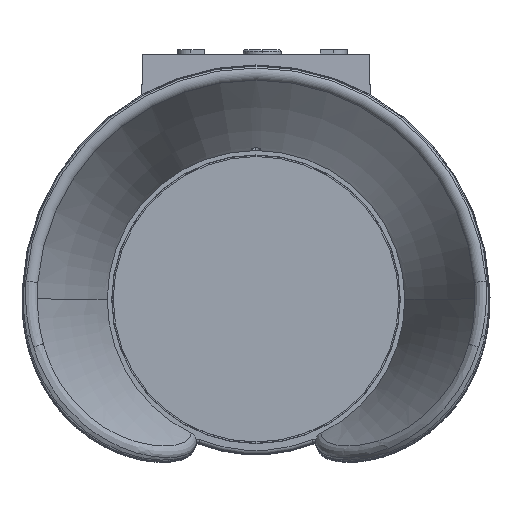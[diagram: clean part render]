
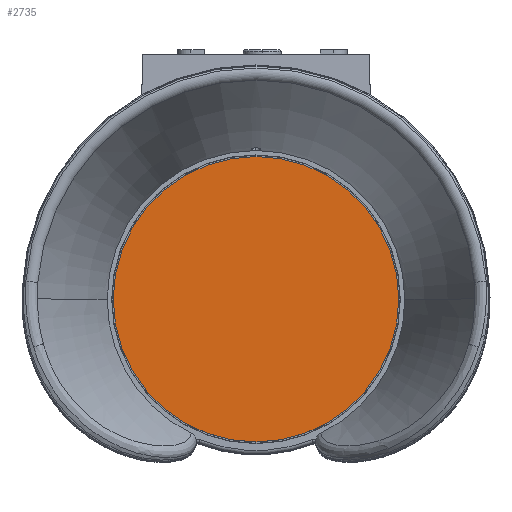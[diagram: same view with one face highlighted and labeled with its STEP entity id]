
A CAD part, top view. The second image highlights one B-rep face of the part: STEP entity #2735.
In plain terms, the highlighted planar face has unit normal (0, 0, 1).
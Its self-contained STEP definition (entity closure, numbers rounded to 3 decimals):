
#2686=CARTESIAN_POINT('Axis2P3D Location',(0.,0.,3.)) ;
#2690=CARTESIAN_POINT('Vertex',(32.,0.,3.)) ;
#2692=CARTESIAN_POINT('Vertex',(-32.,0.,3.)) ;
#2721=CARTESIAN_POINT('Axis2P3D Location',(0.,0.,3.)) ;
#2726=CARTESIAN_POINT('Axis2P3D Location',(0.,0.,3.)) ;
#2687=DIRECTION('Axis2P3D Direction',(-0.,0.,-1.)) ;
#2722=DIRECTION('Axis2P3D Direction',(0.,0.,1.)) ;
#2723=DIRECTION('Axis2P3D XDirection',(1.,0.,-0.)) ;
#2727=DIRECTION('Axis2P3D Direction',(0.,0.,1.)) ;
#2688=AXIS2_PLACEMENT_3D('Circle Axis2P3D',#2686,#2687,$) ;
#2724=AXIS2_PLACEMENT_3D('Plane Axis2P3D',#2721,#2722,#2723) ;
#2728=AXIS2_PLACEMENT_3D('Circle Axis2P3D',#2726,#2727,$) ;
#2689=CIRCLE('generated circle',#2688,32.) ;
#2729=CIRCLE('generated circle',#2728,32.) ;
#2725=PLANE('',#2724) ;
#2694=EDGE_CURVE('',#2691,#2693,#2689,.F.) ;
#2730=EDGE_CURVE('',#2693,#2691,#2729,.T.) ;
#2731=EDGE_LOOP('',(#2732,#2733)) ;
#2732=ORIENTED_EDGE('',*,*,#2730,.T.) ;
#2733=ORIENTED_EDGE('',*,*,#2694,.T.) ;
#2691=VERTEX_POINT('',#2690) ;
#2693=VERTEX_POINT('',#2692) ;
#2735=ADVANCED_FACE('\X2\51F853F0\X0\-\X2\62C94F38\X0\1',(#2734),#2725,.T.) ;
#2734=FACE_OUTER_BOUND('',#2731,.T.) ;
